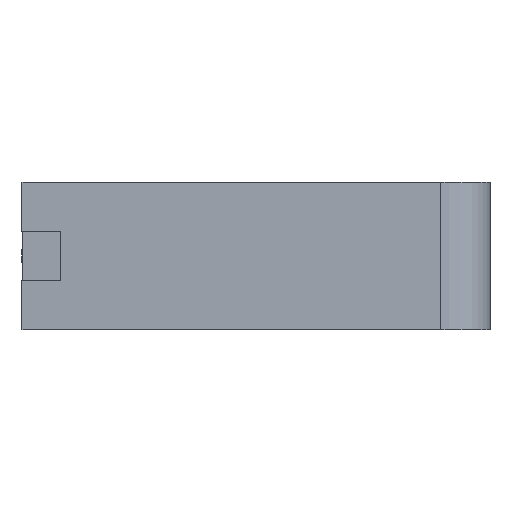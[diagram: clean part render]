
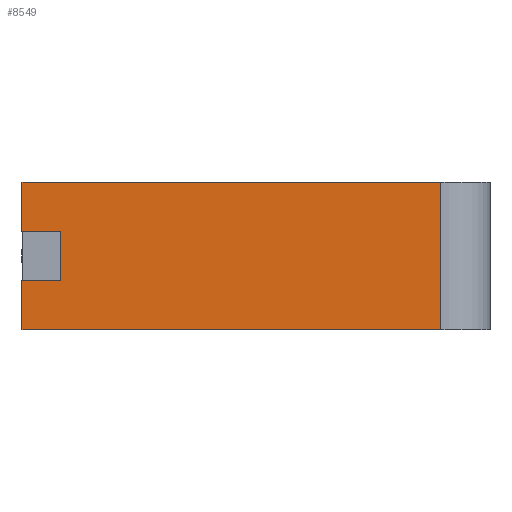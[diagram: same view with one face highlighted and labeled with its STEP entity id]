
A CAD part, left-side view. The second image highlights one B-rep face of the part: STEP entity #8549.
In plain terms, the highlighted planar face has unit normal (-1, 0, 0).
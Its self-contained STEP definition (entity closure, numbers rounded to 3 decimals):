
#73 = EDGE_CURVE ( 'NONE', #80, #10907, #6310, .T. ) ;
#80 = VERTEX_POINT ( 'NONE', #10958 ) ;
#91 = DIRECTION ( 'NONE',  ( 0., 1., 0. ) ) ;
#124 = VECTOR ( 'NONE', #9707, 1000. ) ;
#327 = ORIENTED_EDGE ( 'NONE', *, *, #7524, .F. ) ;
#395 = VECTOR ( 'NONE', #11390, 1000. ) ;
#432 = VECTOR ( 'NONE', #3353, 1000. ) ;
#454 = DIRECTION ( 'NONE',  ( 0., 0., 1. ) ) ;
#497 = ORIENTED_EDGE ( 'NONE', *, *, #590, .F. ) ;
#512 = VERTEX_POINT ( 'NONE', #1056 ) ;
#590 = EDGE_CURVE ( 'NONE', #1519, #3061, #3158, .T. ) ;
#1056 = CARTESIAN_POINT ( 'NONE',  ( -17., 9.5, 3. ) ) ;
#1106 = CARTESIAN_POINT ( 'NONE',  ( -17., -7.5, -3. ) ) ;
#1150 = LINE ( 'NONE', #2116, #5551 ) ;
#1519 = VERTEX_POINT ( 'NONE', #5556 ) ;
#1609 = EDGE_CURVE ( 'NONE', #9571, #3061, #1150, .T. ) ;
#1705 = DIRECTION ( 'NONE',  ( 0., 0., -1. ) ) ;
#1965 = CARTESIAN_POINT ( 'NONE',  ( -17., 7.924, -1. ) ) ;
#1983 = EDGE_CURVE ( 'NONE', #4954, #512, #2342, .T. ) ;
#1987 = CARTESIAN_POINT ( 'NONE',  ( -17., 9.5, -1. ) ) ;
#2116 = CARTESIAN_POINT ( 'NONE',  ( -17., 7.924, -1. ) ) ;
#2161 = CARTESIAN_POINT ( 'NONE',  ( -17., 9.5, 1. ) ) ;
#2189 = DIRECTION ( 'NONE',  ( 0., 1., 0. ) ) ;
#2342 = LINE ( 'NONE', #3411, #124 ) ;
#2505 = CARTESIAN_POINT ( 'NONE',  ( -17., 7.924, 1. ) ) ;
#2602 = CARTESIAN_POINT ( 'NONE',  ( -17., 7.924, 1. ) ) ;
#2714 = ORIENTED_EDGE ( 'NONE', *, *, #73, .T. ) ;
#2729 = DIRECTION ( 'NONE',  ( 0., 0., -1. ) ) ;
#2856 = FACE_OUTER_BOUND ( 'NONE', #7429, .T. ) ;
#2951 = DIRECTION ( 'NONE',  ( 0., 1., 0. ) ) ;
#3061 = VERTEX_POINT ( 'NONE', #1987 ) ;
#3158 = LINE ( 'NONE', #10347, #6157 ) ;
#3353 = DIRECTION ( 'NONE',  ( 0., -1., 0. ) ) ;
#3376 = ORIENTED_EDGE ( 'NONE', *, *, #1609, .T. ) ;
#3411 = CARTESIAN_POINT ( 'NONE',  ( -17., -7.5, 3. ) ) ;
#3511 = LINE ( 'NONE', #7260, #7931 ) ;
#3876 = LINE ( 'NONE', #1106, #6954 ) ;
#4954 = VERTEX_POINT ( 'NONE', #11489 ) ;
#5408 = CARTESIAN_POINT ( 'NONE',  ( -17., 9.5, 1. ) ) ;
#5551 = VECTOR ( 'NONE', #2951, 1000. ) ;
#5556 = CARTESIAN_POINT ( 'NONE',  ( -17., 9.5, -3. ) ) ;
#6069 = EDGE_CURVE ( 'NONE', #10907, #9571, #8219, .T. ) ;
#6157 = VECTOR ( 'NONE', #454, 1000. ) ;
#6181 = AXIS2_PLACEMENT_3D ( 'NONE', #7327, #7390, #91 ) ;
#6310 = LINE ( 'NONE', #5408, #432 ) ;
#6633 = VERTEX_POINT ( 'NONE', #9295 ) ;
#6740 = LINE ( 'NONE', #2161, #395 ) ;
#6954 = VECTOR ( 'NONE', #2189, 1000. ) ;
#7260 = CARTESIAN_POINT ( 'NONE',  ( -17., -7.5, 3. ) ) ;
#7327 = CARTESIAN_POINT ( 'NONE',  ( -17., -9.5, 3. ) ) ;
#7390 = DIRECTION ( 'NONE',  ( 1., 0., 0. ) ) ;
#7425 = EDGE_CURVE ( 'NONE', #80, #512, #6740, .T. ) ;
#7429 = EDGE_LOOP ( 'NONE', ( #10961, #10181, #11610, #2714, #11501, #3376, #497, #327 ) ) ;
#7524 = EDGE_CURVE ( 'NONE', #6633, #1519, #3876, .T. ) ;
#7931 = VECTOR ( 'NONE', #2729, 1000. ) ;
#8219 = LINE ( 'NONE', #2602, #11448 ) ;
#8549 = ADVANCED_FACE ( 'NONE', ( #2856 ), #11071, .F. ) ;
#9295 = CARTESIAN_POINT ( 'NONE',  ( -17., -7.5, -3. ) ) ;
#9571 = VERTEX_POINT ( 'NONE', #1965 ) ;
#9707 = DIRECTION ( 'NONE',  ( 0., 1., 0. ) ) ;
#10181 = ORIENTED_EDGE ( 'NONE', *, *, #1983, .T. ) ;
#10347 = CARTESIAN_POINT ( 'NONE',  ( -17., 9.5, -3. ) ) ;
#10907 = VERTEX_POINT ( 'NONE', #2505 ) ;
#10958 = CARTESIAN_POINT ( 'NONE',  ( -17., 9.5, 1. ) ) ;
#10961 = ORIENTED_EDGE ( 'NONE', *, *, #11235, .F. ) ;
#11071 = PLANE ( 'NONE',  #6181 ) ;
#11235 = EDGE_CURVE ( 'NONE', #4954, #6633, #3511, .T. ) ;
#11390 = DIRECTION ( 'NONE',  ( 0., 0., 1. ) ) ;
#11448 = VECTOR ( 'NONE', #1705, 1000. ) ;
#11489 = CARTESIAN_POINT ( 'NONE',  ( -17., -7.5, 3. ) ) ;
#11501 = ORIENTED_EDGE ( 'NONE', *, *, #6069, .T. ) ;
#11610 = ORIENTED_EDGE ( 'NONE', *, *, #7425, .F. ) ;
